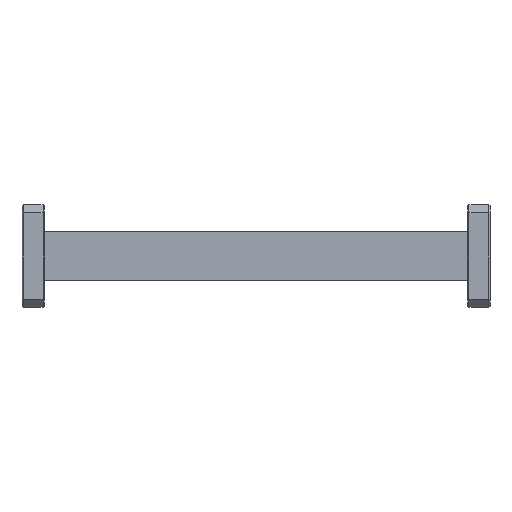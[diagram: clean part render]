
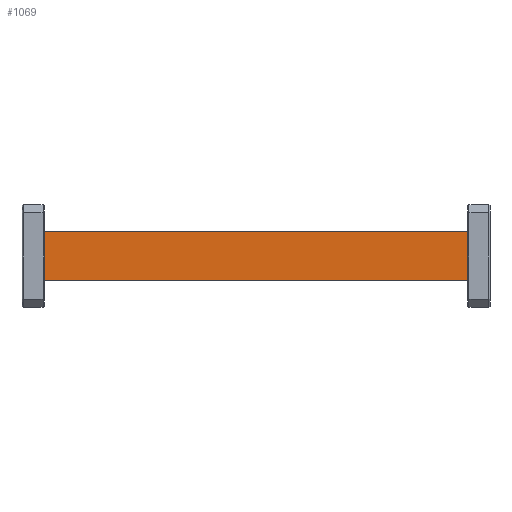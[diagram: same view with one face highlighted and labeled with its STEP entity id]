
A CAD part, front view. The second image highlights one B-rep face of the part: STEP entity #1069.
In plain terms, the highlighted planar face has unit normal (0, -1, 0).
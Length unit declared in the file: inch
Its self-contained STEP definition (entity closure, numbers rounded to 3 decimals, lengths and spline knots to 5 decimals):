
#86 = ORIENTED_EDGE ( 'NONE', *, *, #674, .T. ) ;
#91 = ORIENTED_EDGE ( 'NONE', *, *, #1026, .F. ) ;
#148 = LINE ( 'NONE', #1462, #2070 ) ;
#185 = LINE ( 'NONE', #2016, #1756 ) ;
#272 = EDGE_CURVE ( 'NONE', #384, #1123, #411, .T. ) ;
#384 = VERTEX_POINT ( 'NONE', #2159 ) ;
#411 = LINE ( 'NONE', #2035, #2227 ) ;
#479 = VERTEX_POINT ( 'NONE', #894 ) ;
#529 = CARTESIAN_POINT ( 'NONE',  ( 0.19, -0.125, 0.21 ) ) ;
#541 = DIRECTION ( 'NONE',  ( -1., 0., 0. ) ) ;
#583 = AXIS2_PLACEMENT_3D ( 'NONE', #2012, #1304, #2048 ) ;
#643 = VERTEX_POINT ( 'NONE', #529 ) ;
#674 = EDGE_CURVE ( 'NONE', #643, #479, #148, .T. ) ;
#680 = EDGE_CURVE ( 'NONE', #384, #643, #185, .T. ) ;
#706 = DIRECTION ( 'NONE',  ( -1., 0., 0. ) ) ;
#828 = ORIENTED_EDGE ( 'NONE', *, *, #680, .T. ) ;
#894 = CARTESIAN_POINT ( 'NONE',  ( 0.19, -0.125, -0.21 ) ) ;
#1026 = EDGE_CURVE ( 'NONE', #1123, #479, #1098, .T. ) ;
#1069 = ADVANCED_FACE ( 'NONE', ( #2184 ), #1293, .F. ) ;
#1098 = LINE ( 'NONE', #1839, #1284 ) ;
#1123 = VERTEX_POINT ( 'NONE', #1521 ) ;
#1151 = DIRECTION ( 'NONE',  ( 0., 0., -1. ) ) ;
#1269 = ORIENTED_EDGE ( 'NONE', *, *, #272, .F. ) ;
#1284 = VECTOR ( 'NONE', #706, 39.37008 ) ;
#1293 = PLANE ( 'NONE',  #583 ) ;
#1304 = DIRECTION ( 'NONE',  ( 0., 1., 0. ) ) ;
#1462 = CARTESIAN_POINT ( 'NONE',  ( 0.19, -0.125, -0.21 ) ) ;
#1521 = CARTESIAN_POINT ( 'NONE',  ( 3.81, -0.125, -0.21 ) ) ;
#1630 = EDGE_LOOP ( 'NONE', ( #86, #91, #1269, #828 ) ) ;
#1756 = VECTOR ( 'NONE', #541, 39.37008 ) ;
#1839 = CARTESIAN_POINT ( 'NONE',  ( 3.81, -0.125, -0.21 ) ) ;
#1854 = DIRECTION ( 'NONE',  ( 0., 0., -1. ) ) ;
#2012 = CARTESIAN_POINT ( 'NONE',  ( 3.81, -0.125, -0.21 ) ) ;
#2016 = CARTESIAN_POINT ( 'NONE',  ( 3.81, -0.125, 0.21 ) ) ;
#2035 = CARTESIAN_POINT ( 'NONE',  ( 3.81, -0.125, -0.21 ) ) ;
#2048 = DIRECTION ( 'NONE',  ( 0., 0., 1. ) ) ;
#2070 = VECTOR ( 'NONE', #1854, 39.37008 ) ;
#2159 = CARTESIAN_POINT ( 'NONE',  ( 3.81, -0.125, 0.21 ) ) ;
#2184 = FACE_OUTER_BOUND ( 'NONE', #1630, .T. ) ;
#2227 = VECTOR ( 'NONE', #1151, 39.37008 ) ;
